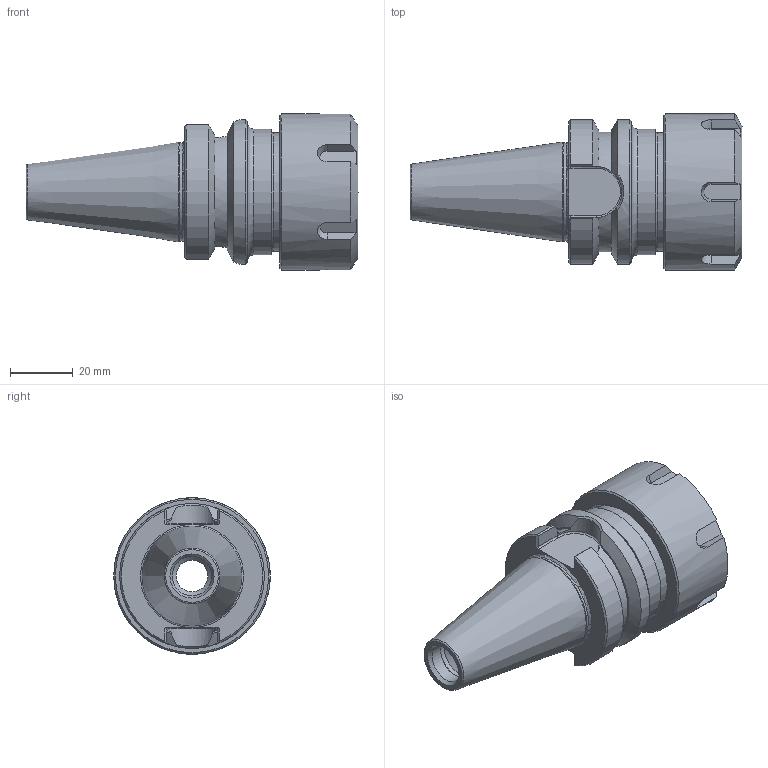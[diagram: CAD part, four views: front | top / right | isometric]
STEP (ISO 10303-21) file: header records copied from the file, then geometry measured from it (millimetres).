
FILE_DESCRIPTION((''),'2;1');
FILE_NAME('B30-32ERP248.stp','2014-06-04T14:50:28',('anddod'),(''),'Autodesk Inventor 2012','Autodesk Inventor 2012','');
FILE_SCHEMA(('AUTOMOTIVE_DESIGN { 1 0 10303 214 1 1 1 1 }'));
Length unit declared in the file: inch
Products named in the file (3): B30-32ERP248; B30-32ER236-1; 32ERPN
Assembly tree (2 placements, depth 2):
  B30-32ERP248
    B30-32ER236-1
    32ERPN
Bounding box: 105.51 x 49.73 x 49.73 mm (x, y, z)
Volume: 77346.1 mm3; surface area: 27314.6 mm2
Topology: 2 solids, 2 shells, 122 faces, 300 edges, 187 vertices
Faces by surface type: plane 47, cone 32, cylinder 30, torus 11, bspline 2
Full cylindrical faces by diameter (mm): 10.109 x1, 12.512 x1, 13.122 x1, 14.351 x1, 23.495 x1, 27 x1, 30.48 x1, 31.242 x1, 33.147 x1, 37.592 x1, 38.684 x1, 40 x1, 40.005 x1, 40.513 x1, 45.999 x1, 49.733 x1
Entity records: 3592 total; most frequent: CARTESIAN_POINT 887, DIRECTION 534, ORIENTED_EDGE 496, EDGE_CURVE 248, AXIS2_PLACEMENT_3D 223, VERTEX_POINT 180, EDGE_LOOP 176, FACE_OUTER_BOUND 122
